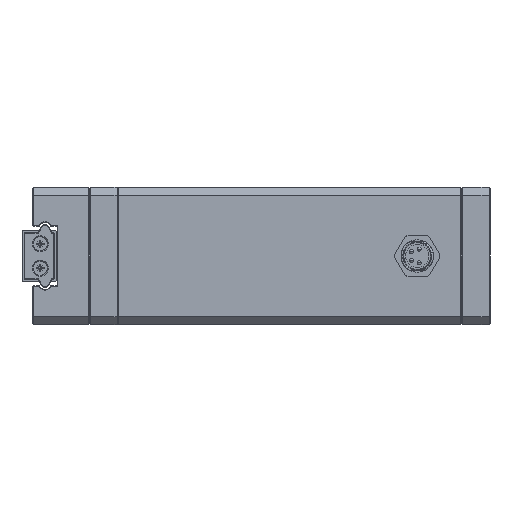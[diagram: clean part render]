
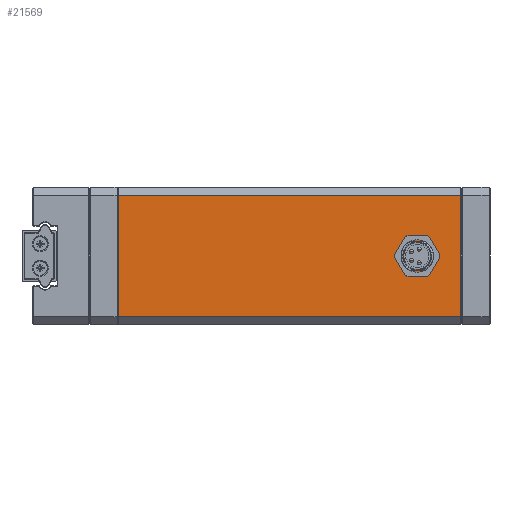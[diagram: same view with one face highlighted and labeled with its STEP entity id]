
A CAD part, left-side view. The second image highlights one B-rep face of the part: STEP entity #21569.
In plain terms, the highlighted planar face has unit normal (-1, 0, 0).
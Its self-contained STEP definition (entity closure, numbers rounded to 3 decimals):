
#216 = CIRCLE ( 'NONE', #17793, 4. ) ;
#611 = LINE ( 'NONE', #4661, #7633 ) ;
#694 = CARTESIAN_POINT ( 'NONE',  ( -27., -79.391, 3.525 ) ) ;
#959 = ORIENTED_EDGE ( 'NONE', *, *, #23116, .F. ) ;
#1085 = EDGE_CURVE ( 'NONE', #21856, #20515, #9276, .T. ) ;
#1629 = EDGE_LOOP ( 'NONE', ( #15710, #21822, #21887, #959 ) ) ;
#1772 = PLANE ( 'NONE',  #28026 ) ;
#2017 = ORIENTED_EDGE ( 'NONE', *, *, #6071, .T. ) ;
#2213 = CARTESIAN_POINT ( 'NONE',  ( -27., -3.7, 15. ) ) ;
#2319 = VERTEX_POINT ( 'NONE', #20072 ) ;
#2730 = CARTESIAN_POINT ( 'NONE',  ( -27., -75.609, 3.525 ) ) ;
#2918 = EDGE_CURVE ( 'NONE', #23127, #21856, #216, .T. ) ;
#4385 = EDGE_CURVE ( 'NONE', #24324, #14779, #16452, .T. ) ;
#4661 = CARTESIAN_POINT ( 'NONE',  ( -27., -79.391, -3.525 ) ) ;
#4682 = LINE ( 'NONE', #22395, #29804 ) ;
#5990 = CARTESIAN_POINT ( 'NONE',  ( -27., -88.3, 15. ) ) ;
#6071 = EDGE_CURVE ( 'NONE', #14779, #7915, #4682, .T. ) ;
#6730 = ORIENTED_EDGE ( 'NONE', *, *, #23083, .T. ) ;
#7601 = LINE ( 'NONE', #13727, #17300 ) ;
#7633 = VECTOR ( 'NONE', #17344, 1000. ) ;
#7699 = DIRECTION ( 'NONE',  ( -1., 0., 0. ) ) ;
#7794 = DIRECTION ( 'NONE',  ( 0., 0., -1. ) ) ;
#7915 = VERTEX_POINT ( 'NONE', #18758 ) ;
#8758 = DIRECTION ( 'NONE',  ( 0., 0., 1. ) ) ;
#8994 = DIRECTION ( 'NONE',  ( 1., 0., 0. ) ) ;
#9276 = LINE ( 'NONE', #25483, #13512 ) ;
#10125 = DIRECTION ( 'NONE',  ( 0., -1., 0. ) ) ;
#10656 = LINE ( 'NONE', #22232, #18798 ) ;
#11006 = EDGE_CURVE ( 'NONE', #7915, #12423, #10656, .T. ) ;
#11017 = VECTOR ( 'NONE', #28132, 1000. ) ;
#11223 = FACE_BOUND ( 'NONE', #1629, .T. ) ;
#11436 = CARTESIAN_POINT ( 'NONE',  ( -27., -79.391, -3.525 ) ) ;
#11638 = DIRECTION ( 'NONE',  ( 0., 0., 1. ) ) ;
#12370 = ORIENTED_EDGE ( 'NONE', *, *, #11006, .T. ) ;
#12423 = VERTEX_POINT ( 'NONE', #22516 ) ;
#13145 = DIRECTION ( 'NONE',  ( 0., 1., 0. ) ) ;
#13512 = VECTOR ( 'NONE', #13145, 1000. ) ;
#13727 = CARTESIAN_POINT ( 'NONE',  ( -27., -88.3, -17. ) ) ;
#14002 = CARTESIAN_POINT ( 'NONE',  ( -27., -77.5, 0. ) ) ;
#14779 = VERTEX_POINT ( 'NONE', #2213 ) ;
#15710 = ORIENTED_EDGE ( 'NONE', *, *, #1085, .F. ) ;
#16452 = LINE ( 'NONE', #23082, #11017 ) ;
#16984 = EDGE_LOOP ( 'NONE', ( #12370, #6730, #23741, #2017 ) ) ;
#17300 = VECTOR ( 'NONE', #8758, 1000. ) ;
#17344 = DIRECTION ( 'NONE',  ( 0., -1., 0. ) ) ;
#17793 = AXIS2_PLACEMENT_3D ( 'NONE', #25351, #7699, #20358 ) ;
#18758 = CARTESIAN_POINT ( 'NONE',  ( -27., -3.7, -15. ) ) ;
#18798 = VECTOR ( 'NONE', #10125, 1000. ) ;
#19149 = CARTESIAN_POINT ( 'NONE',  ( -27., -3.5, -17. ) ) ;
#20072 = CARTESIAN_POINT ( 'NONE',  ( -27., -75.609, -3.525 ) ) ;
#20358 = DIRECTION ( 'NONE',  ( 0., 0., 1. ) ) ;
#20515 = VERTEX_POINT ( 'NONE', #2730 ) ;
#21569 = ADVANCED_FACE ( 'NONE', ( #11223, #21663 ), #1772, .F. ) ;
#21663 = FACE_OUTER_BOUND ( 'NONE', #16984, .T. ) ;
#21822 = ORIENTED_EDGE ( 'NONE', *, *, #2918, .F. ) ;
#21856 = VERTEX_POINT ( 'NONE', #694 ) ;
#21887 = ORIENTED_EDGE ( 'NONE', *, *, #22791, .F. ) ;
#22232 = CARTESIAN_POINT ( 'NONE',  ( -27., -3.5, -15. ) ) ;
#22395 = CARTESIAN_POINT ( 'NONE',  ( -27., -3.7, -15. ) ) ;
#22516 = CARTESIAN_POINT ( 'NONE',  ( -27., -88.3, -15. ) ) ;
#22791 = EDGE_CURVE ( 'NONE', #2319, #23127, #611, .T. ) ;
#23082 = CARTESIAN_POINT ( 'NONE',  ( -27., -3.5, 15. ) ) ;
#23083 = EDGE_CURVE ( 'NONE', #12423, #24324, #7601, .T. ) ;
#23099 = CIRCLE ( 'NONE', #27835, 4. ) ;
#23116 = EDGE_CURVE ( 'NONE', #20515, #2319, #23099, .T. ) ;
#23127 = VERTEX_POINT ( 'NONE', #11436 ) ;
#23741 = ORIENTED_EDGE ( 'NONE', *, *, #4385, .T. ) ;
#24324 = VERTEX_POINT ( 'NONE', #5990 ) ;
#25351 = CARTESIAN_POINT ( 'NONE',  ( -27., -77.5, 0. ) ) ;
#25483 = CARTESIAN_POINT ( 'NONE',  ( -27., -75.609, 3.525 ) ) ;
#27835 = AXIS2_PLACEMENT_3D ( 'NONE', #14002, #29009, #11638 ) ;
#28026 = AXIS2_PLACEMENT_3D ( 'NONE', #19149, #8994, #31357 ) ;
#28132 = DIRECTION ( 'NONE',  ( 0., 1., 0. ) ) ;
#29009 = DIRECTION ( 'NONE',  ( -1., 0., 0. ) ) ;
#29804 = VECTOR ( 'NONE', #7794, 1000. ) ;
#31357 = DIRECTION ( 'NONE',  ( 0., 0., -1. ) ) ;
